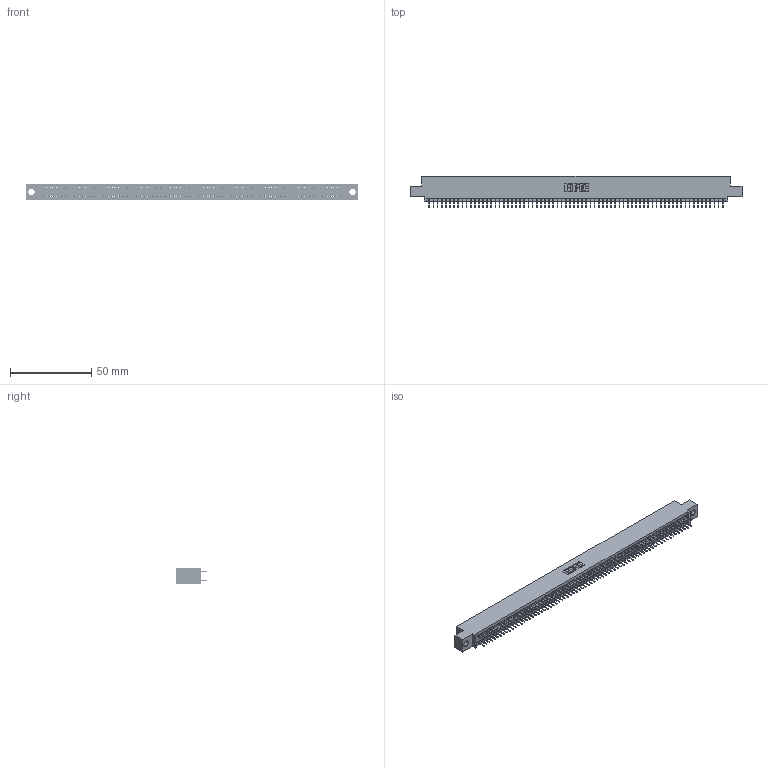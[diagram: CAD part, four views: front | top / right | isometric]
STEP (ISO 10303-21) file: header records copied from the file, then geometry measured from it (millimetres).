
FILE_DESCRIPTION (( 'STEP AP203' ), '1' );
FILE_NAME ('395-144-524-504.STEP', '2021-06-18T06:11:56', ( '' ), ( '' ), 'SwSTEP 2.0', 'SolidWorks 2020', '' );
FILE_SCHEMA (( 'CONFIG_CONTROL_DESIGN' ));
Length unit declared in the file: inch
Products named in the file (3): 345-292-001_345-293-124; 345 Part_0.110 Offset - 0.156 Dia-TI; 395-144-524-504
Assembly tree (145 placements, depth 2):
  395-144-524-504
    345 Part_0.110 Offset - 0.156 Dia-TI
    345-292-001_345-293-124  x144
Bounding box: 204.09 x 19.35 x 9.4 mm (x, y, z)
Volume: 19706.7 mm3; surface area: 29079.9 mm2
Topology: 145 solids, 145 shells, 7920 faces, 22421 edges, 14370 vertices
Faces by surface type: plane 5714, cylinder 2206
Entity records: 53079 total; most frequent: CARTESIAN_POINT 8874, ORIENTED_EDGE 8806, DIRECTION 7787, EDGE_CURVE 4403, VECTOR 3987, LINE 3987, VERTEX_POINT 2930, AXIS2_PLACEMENT_3D 1900
